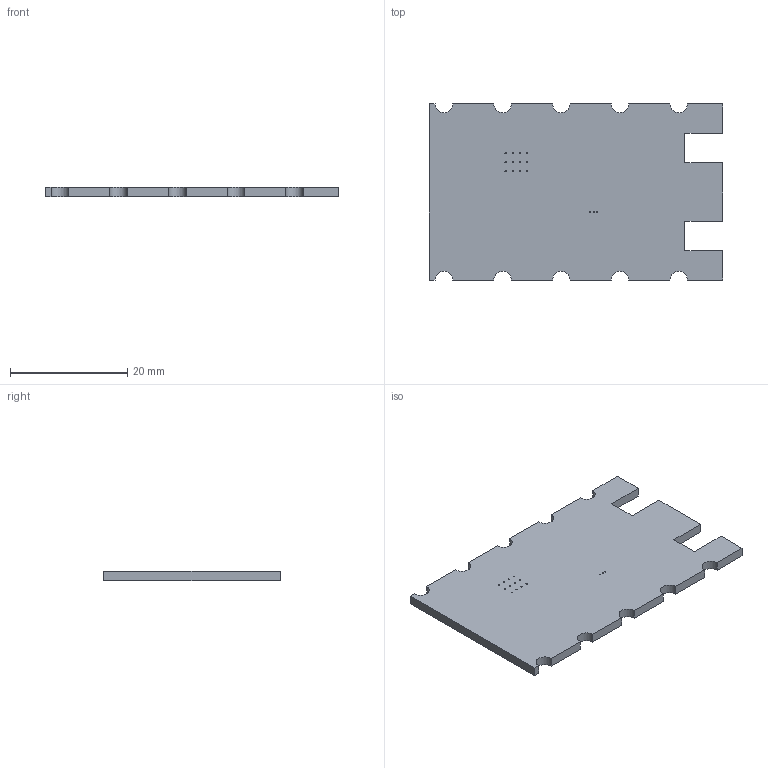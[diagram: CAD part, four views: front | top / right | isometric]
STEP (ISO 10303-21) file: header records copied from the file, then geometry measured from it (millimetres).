
FILE_DESCRIPTION(('KiCad electronic assembly'),'2;1');
FILE_NAME('TFSIK01A.step','2022-08-01T19:56:03',('Pcbnew'),('Kicad'), 'Open CASCADE STEP processor 7.5','KiCad to STEP converter','Unknown' );
FILE_SCHEMA(('AUTOMOTIVE_DESIGN { 1 0 10303 214 1 1 1 1 }'));
Length unit declared in the file: millimetre
Products named in the file (2): TFSIK01A 1; TFSIK01A PCB
Assembly tree (1 placements, depth 2):
  TFSIK01A 1
    TFSIK01A PCB
Bounding box: 50 x 30 x 1.6 mm (x, y, z)
Volume: 2240.5 mm3; surface area: 3140.4 mm2
Topology: 1 solids, 1 shells, 49 faces, 141 edges, 94 vertices
Faces by surface type: cylinder 25, plane 24
Full cylindrical faces by diameter (mm): 0.2 x15
Entity records: 3545 total; most frequent: CARTESIAN_POINT 588, DIRECTION 555, LINE 303, VECTOR 303, ORIENTED_EDGE 282, PCURVE 282, DEFINITIONAL_REPRESENTATION 282, EDGE_CURVE 141
